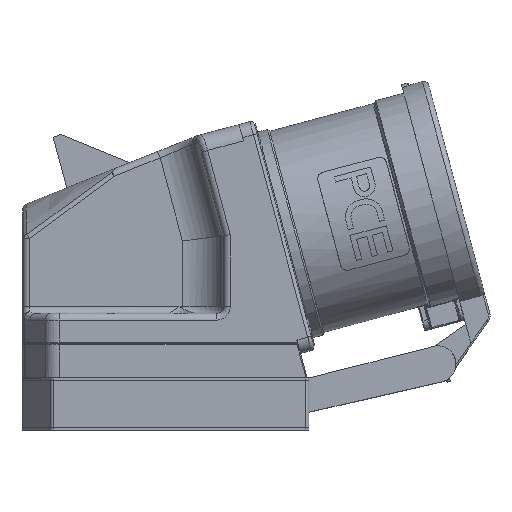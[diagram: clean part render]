
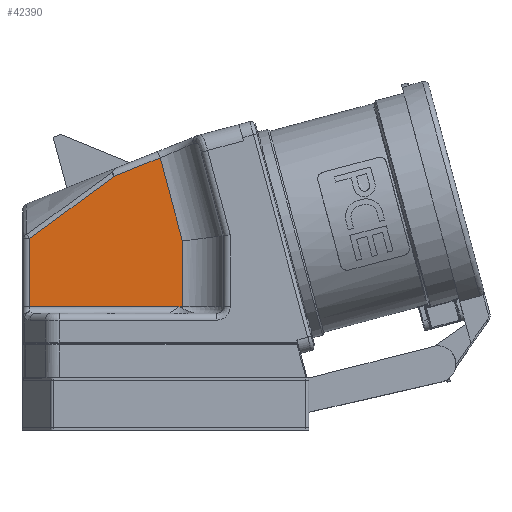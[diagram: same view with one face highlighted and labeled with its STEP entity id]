
A CAD part, top view. The second image highlights one B-rep face of the part: STEP entity #42390.
In plain terms, the highlighted planar face has unit normal (0, 0, 1).
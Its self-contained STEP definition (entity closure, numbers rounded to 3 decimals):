
#474 = VERTEX_POINT ( 'NONE', #6718 ) ;
#2808 = EDGE_CURVE ( 'NONE', #63307, #43179, #30762, .T. ) ;
#2871 = PLANE ( 'NONE',  #8541 ) ;
#3367 = ORIENTED_EDGE ( 'NONE', *, *, #17951, .T. ) ;
#4865 = VERTEX_POINT ( 'NONE', #16962 ) ;
#5714 = FACE_OUTER_BOUND ( 'NONE', #54880, .T. ) ;
#6718 = CARTESIAN_POINT ( 'NONE',  ( 5.232, -16.386, 23. ) ) ;
#7296 = ORIENTED_EDGE ( 'NONE', *, *, #58769, .T. ) ;
#7406 = VERTEX_POINT ( 'NONE', #22503 ) ;
#7918 = DIRECTION ( 'NONE',  ( 0., 0., 1. ) ) ;
#7930 = CARTESIAN_POINT ( 'NONE',  ( 27.39, 53.514, 23. ) ) ;
#8541 = AXIS2_PLACEMENT_3D ( 'NONE', #62438, #7918, #22548 ) ;
#8797 = EDGE_CURVE ( 'NONE', #474, #7406, #9249, .T. ) ;
#9249 = LINE ( 'NONE', #58567, #60930 ) ;
#11207 = CARTESIAN_POINT ( 'NONE',  ( -2.257, 30.974, 23. ) ) ;
#11249 = CARTESIAN_POINT ( 'NONE',  ( -14.917, 22.242, 23. ) ) ;
#12641 = VECTOR ( 'NONE', #40684, 1000. ) ;
#14442 = LINE ( 'NONE', #23648, #25438 ) ;
#14457 = ORIENTED_EDGE ( 'NONE', *, *, #63069, .T. ) ;
#15179 = CARTESIAN_POINT ( 'NONE',  ( -52.222, 7.367, 23. ) ) ;
#15911 = LINE ( 'NONE', #11207, #44246 ) ;
#16962 = CARTESIAN_POINT ( 'NONE',  ( 4.161, -16.386, 23. ) ) ;
#17306 = ORIENTED_EDGE ( 'NONE', *, *, #31137, .T. ) ;
#17951 = EDGE_CURVE ( 'NONE', #4865, #474, #61826, .T. ) ;
#21773 = VERTEX_POINT ( 'NONE', #42795 ) ;
#22503 = CARTESIAN_POINT ( 'NONE',  ( 5.232, 3.023, 23. ) ) ;
#22548 = DIRECTION ( 'NONE',  ( 1., 0., 0. ) ) ;
#23648 = CARTESIAN_POINT ( 'NONE',  ( -39.954, -16.386, 23. ) ) ;
#24734 = CARTESIAN_POINT ( 'NONE',  ( -39.954, 3.736, 23. ) ) ;
#25438 = VECTOR ( 'NONE', #38381, 1000. ) ;
#28223 = LINE ( 'NONE', #15179, #32155 ) ;
#29141 = LINE ( 'NONE', #55495, #12641 ) ;
#29294 = DIRECTION ( 'NONE',  ( -0.929, -0.37, 0. ) ) ;
#30567 = ORIENTED_EDGE ( 'NONE', *, *, #8797, .T. ) ;
#30762 = LINE ( 'NONE', #7930, #40236 ) ;
#31137 = EDGE_CURVE ( 'NONE', #53153, #63307, #28223, .T. ) ;
#31544 = CARTESIAN_POINT ( 'NONE',  ( -1.365, 27.646, 23. ) ) ;
#32155 = VECTOR ( 'NONE', #29294, 1000. ) ;
#34108 = ORIENTED_EDGE ( 'NONE', *, *, #48464, .T. ) ;
#38381 = DIRECTION ( 'NONE',  ( 0., -1., 0. ) ) ;
#39352 = DIRECTION ( 'NONE',  ( 0., 1., 0. ) ) ;
#40236 = VECTOR ( 'NONE', #42774, 1000. ) ;
#40684 = DIRECTION ( 'NONE',  ( 1., 0., 0. ) ) ;
#41049 = DIRECTION ( 'NONE',  ( -0.259, 0.966, 0. ) ) ;
#42390 = ADVANCED_FACE ( 'NONE', ( #5714 ), #2871, .T. ) ;
#42774 = DIRECTION ( 'NONE',  ( -0.804, -0.594, 0. ) ) ;
#42795 = CARTESIAN_POINT ( 'NONE',  ( -39.954, -16.386, 23. ) ) ;
#43179 = VERTEX_POINT ( 'NONE', #24734 ) ;
#43526 = DIRECTION ( 'NONE',  ( 1., 0., 0. ) ) ;
#44246 = VECTOR ( 'NONE', #41049, 1000. ) ;
#48321 = CARTESIAN_POINT ( 'NONE',  ( -41.954, -16.386, 23. ) ) ;
#48464 = EDGE_CURVE ( 'NONE', #43179, #21773, #14442, .T. ) ;
#52813 = ORIENTED_EDGE ( 'NONE', *, *, #2808, .T. ) ;
#53153 = VERTEX_POINT ( 'NONE', #31544 ) ;
#54793 = VECTOR ( 'NONE', #43526, 1000. ) ;
#54880 = EDGE_LOOP ( 'NONE', ( #17306, #52813, #34108, #14457, #3367, #30567, #7296 ) ) ;
#55495 = CARTESIAN_POINT ( 'NONE',  ( -41.954, -16.386, 23. ) ) ;
#58567 = CARTESIAN_POINT ( 'NONE',  ( 5.232, 4.618, 23. ) ) ;
#58769 = EDGE_CURVE ( 'NONE', #7406, #53153, #15911, .T. ) ;
#60930 = VECTOR ( 'NONE', #39352, 1000. ) ;
#61826 = LINE ( 'NONE', #48321, #54793 ) ;
#62438 = CARTESIAN_POINT ( 'NONE',  ( -41.954, -18.386, 23. ) ) ;
#63069 = EDGE_CURVE ( 'NONE', #21773, #4865, #29141, .T. ) ;
#63307 = VERTEX_POINT ( 'NONE', #11249 ) ;
